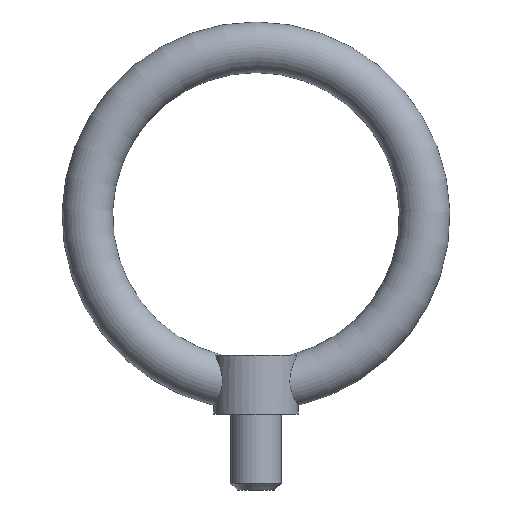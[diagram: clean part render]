
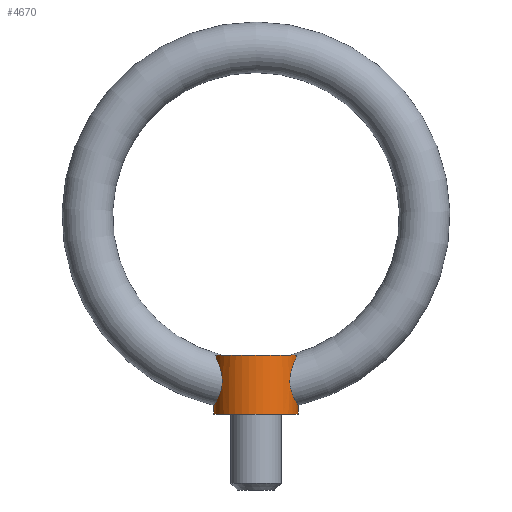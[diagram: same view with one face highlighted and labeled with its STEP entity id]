
A CAD part, front view. The second image highlights one B-rep face of the part: STEP entity #4670.
In plain terms, the highlighted cylindrical face has radius 5 mm (diameter 10 mm), a partial arc.
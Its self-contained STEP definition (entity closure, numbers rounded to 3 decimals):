
#1120=CARTESIAN_POINT('',(0.,0.,
0.));
#1130=DIRECTION('',(0.,0.,1.));
#1140=DIRECTION('',(-1.,0.,0.));
#1150=AXIS2_PLACEMENT_3D('',#1120,#1130,#1140);
#1160=CIRCLE('',#1150,5.);
#1170=CARTESIAN_POINT('',(-5.,0.,0.
));
#1180=VERTEX_POINT('',#1170);
#1190=CARTESIAN_POINT('',(5.,0.,0.
));
#1200=VERTEX_POINT('',#1190);
#1210=EDGE_CURVE('',#1180,#1200,#1160,.T.);
#1380=CARTESIAN_POINT('',(0.,0.,7.));
#1390=DIRECTION('',(0.,0.,1.));
#1400=DIRECTION('',(-1.,0.,0.));
#1410=AXIS2_PLACEMENT_3D('',#1380,#1390,#1400);
#1420=CIRCLE('',#1410,5.);
#1490=CARTESIAN_POINT('',(0.,0.,7.));
#1500=DIRECTION('',(0.,0.,1.));
#1510=DIRECTION('',(-1.,0.,0.));
#1520=AXIS2_PLACEMENT_3D('',#1490,#1500,#1510);
#1530=CYLINDRICAL_SURFACE('',#1520,5.);
#1540=CARTESIAN_POINT('',(0.,0.,
23.5));
#1550=DIRECTION('',(0.,-1.,0.));
#1560=DIRECTION('',(0.,0.,-1.));
#1570=AXIS2_PLACEMENT_3D('',#1540,#1550,#1560);
#1580=TOROIDAL_SURFACE('',#1570,20.,3.);
#1980=CARTESIAN_POINT('',(-5.,0.,1.05));
#1990=VERTEX_POINT('',#1980);
#2020=CARTESIAN_POINT('',(-5.,0.,7.));
#2030=DIRECTION('',(0.,0.,1.));
#2040=VECTOR('',#2030,1.);
#2050=LINE('',#2020,#2040);
#2060=EDGE_CURVE('',#1180,#1990,#2050,.T.);
#2090=CARTESIAN_POINT('',(5.,0.,7.));
#2100=DIRECTION('',(0.,0.,1.));
#2110=VECTOR('',#2100,1.);
#2120=LINE('',#2090,#2110);
#2130=CARTESIAN_POINT('',(5.,0.,1.05));
#2140=VERTEX_POINT('',#2130);
#2150=EDGE_CURVE('',#1200,#2140,#2120,.T.);
#3310=CARTESIAN_POINT('',(-4.879,-1.093,7.));
#3320=VERTEX_POINT('',#3310);
#3330=CARTESIAN_POINT('',(4.879,-1.093,
7.));
#3340=VERTEX_POINT('',#3330);
#3350=EDGE_CURVE('',#3320,#3340,#1420,.T.);
#3770=CARTESIAN_POINT('',(0.,0.,7.));
#3780=DIRECTION('',(0.,0.,1.));
#3790=DIRECTION('',(-1.,0.,0.));
#3800=AXIS2_PLACEMENT_3D('',#3770,#3780,#3790);
#3810=CYLINDRICAL_SURFACE('',#3800,5.);
#3820=CARTESIAN_POINT('',(-5.,0.,
1.05));
#3830=CARTESIAN_POINT('',(-5.,-0.223,
1.05));
#3840=CARTESIAN_POINT('',(-4.985,-0.446,
1.072));
#3850=CARTESIAN_POINT('',(-4.956,-0.663,
1.116));
#3860=CARTESIAN_POINT('',(-4.927,-0.88,
1.16));
#3870=CARTESIAN_POINT('',(-4.884,-1.091,
1.226));
#3880=CARTESIAN_POINT('',(-4.83,-1.291,
1.312));
#3890=CARTESIAN_POINT('',(-4.777,-1.491,
1.397));
#3900=CARTESIAN_POINT('',(-4.714,-1.678,
1.503));
#3910=CARTESIAN_POINT('',(-4.644,-1.853,
1.628));
#3920=CARTESIAN_POINT('',(-4.575,-2.027,
1.753));
#3930=CARTESIAN_POINT('',(-4.5,-2.186,
1.897));
#3940=CARTESIAN_POINT('',(-4.427,-2.325,
2.056));
#3950=CARTESIAN_POINT('',(-4.337,-2.495,
2.251));
#3960=CARTESIAN_POINT('',(-4.248,-2.64,
2.474));
#3970=CARTESIAN_POINT('',(-4.176,-2.75,
2.717));
#3980=CARTESIAN_POINT('',(-4.103,-2.86,
2.959));
#3990=CARTESIAN_POINT('',(-4.048,-2.935,
3.22));
#4000=CARTESIAN_POINT('',(-4.02,-2.973,
3.495));
#4010=CARTESIAN_POINT('',(-3.993,-3.01,
3.769));
#4020=CARTESIAN_POINT('',(-3.994,-3.008,
4.045));
#4030=CARTESIAN_POINT('',(-4.02,-2.973,
4.318));
#4040=CARTESIAN_POINT('',(-4.046,-2.938,
4.592));
#4050=CARTESIAN_POINT('',(-4.097,-2.869,
4.857));
#4060=CARTESIAN_POINT('',(-4.16,-2.774,
5.106));
#4070=CARTESIAN_POINT('',(-4.211,-2.697,
5.31));
#4080=CARTESIAN_POINT('',(-4.272,-2.602,
5.506));
#4090=CARTESIAN_POINT('',(-4.335,-2.491,
5.691));
#4100=CARTESIAN_POINT('',(-4.399,-2.381,
5.877));
#4110=CARTESIAN_POINT('',(-4.465,-2.256,
6.049));
#4120=CARTESIAN_POINT('',(-4.531,-2.115,
6.211));
#4130=CARTESIAN_POINT('',(-4.596,-1.974,
6.374));
#4140=CARTESIAN_POINT('',(-4.662,-1.817,
6.524));
#4150=CARTESIAN_POINT('',(-4.721,-1.647,
6.657));
#4160=CARTESIAN_POINT('',(-4.781,-1.476,
6.79));
#4170=CARTESIAN_POINT('',(-4.834,-1.292,
6.906));
#4180=CARTESIAN_POINT('',(-4.879,-1.093,7.));
#4190=B_SPLINE_CURVE_WITH_KNOTS('',3,(#3820,#3830,#3840,#3850,#3860,
#3870,#3880,#3890,#3900,#3910,#3920,#3930,#3940,#3950,#3960,#3970,#3980,
#3990,#4000,#4010,#4020,#4030,#4040,#4050,#4060,#4070,#4080,#4090,#4100,
#4110,#4120,#4130,#4140,#4150,#4160,#4170,#4180),.UNSPECIFIED.,.F.,.F.,(
4,3,3,3,3,3,3,3,3,3,3,3,4),(0.,0.67,1.341,
2.013,2.687,3.515,4.343,
5.17,5.997,6.671,7.343,
8.018,8.689),.UNSPECIFIED.);
#4200=SURFACE_CURVE('',#4190,(#1530,#1580),.CURVE_3D.);
#4210=EDGE_CURVE('',#1990,#3320,#4200,.T.);
#4220=ORIENTED_EDGE('',*,*,#4210,.F.);
#4230=ORIENTED_EDGE('',*,*,#3350,.F.);
#4240=CARTESIAN_POINT('',(4.879,-1.093,
7.));
#4250=CARTESIAN_POINT('',(4.79,-1.489,
6.812));
#4260=CARTESIAN_POINT('',(4.662,-1.832,
6.536));
#4270=CARTESIAN_POINT('',(4.532,-2.113,
6.214));
#4280=CARTESIAN_POINT('',(4.466,-2.253,
6.053));
#4290=CARTESIAN_POINT('',(4.4,-2.379,
5.88));
#4300=CARTESIAN_POINT('',(4.336,-2.49,
5.694));
#4310=CARTESIAN_POINT('',(4.273,-2.6,
5.509));
#4320=CARTESIAN_POINT('',(4.212,-2.696,
5.313));
#4330=CARTESIAN_POINT('',(4.16,-2.773,
5.109));
#4340=CARTESIAN_POINT('',(4.097,-2.868,
4.859));
#4350=CARTESIAN_POINT('',(4.047,-2.937,
4.595));
#4360=CARTESIAN_POINT('',(4.02,-2.973,
4.321));
#4370=CARTESIAN_POINT('',(3.994,-3.008,
4.048));
#4380=CARTESIAN_POINT('',(3.993,-3.01,
3.772));
#4390=CARTESIAN_POINT('',(4.02,-2.973,
3.498));
#4400=CARTESIAN_POINT('',(4.048,-2.936,
3.223));
#4410=CARTESIAN_POINT('',(4.103,-2.861,
2.962));
#4420=CARTESIAN_POINT('',(4.175,-2.751,
2.719));
#4430=CARTESIAN_POINT('',(4.247,-2.641,
2.476));
#4440=CARTESIAN_POINT('',(4.336,-2.497,
2.253));
#4450=CARTESIAN_POINT('',(4.426,-2.326,
2.058));
#4460=CARTESIAN_POINT('',(4.499,-2.187,
1.898));
#4470=CARTESIAN_POINT('',(4.574,-2.028,
1.754));
#4480=CARTESIAN_POINT('',(4.643,-1.854,
1.629));
#4490=CARTESIAN_POINT('',(4.713,-1.68,
1.504));
#4500=CARTESIAN_POINT('',(4.777,-1.492,
1.398));
#4510=CARTESIAN_POINT('',(4.83,-1.292,
1.312));
#4520=CARTESIAN_POINT('',(4.884,-1.092,
1.226));
#4530=CARTESIAN_POINT('',(4.927,-0.881,
1.16));
#4540=CARTESIAN_POINT('',(4.956,-0.664,
1.116));
#4550=CARTESIAN_POINT('',(4.985,-0.447,
1.072));
#4560=CARTESIAN_POINT('',(5.,-0.224,
1.05));
#4570=CARTESIAN_POINT('',(5.,0.,
1.05));
#4580=B_SPLINE_CURVE_WITH_KNOTS('',3,(#4240,#4250,#4260,#4270,#4280,
#4290,#4300,#4310,#4320,#4330,#4340,#4350,#4360,#4370,#4380,#4390,#4400,
#4410,#4420,#4430,#4440,#4450,#4460,#4470,#4480,#4490,#4500,#4510,#4520,
#4530,#4540,#4550,#4560,#4570),.UNSPECIFIED.,.F.,.F.,(4,3,3,3,3,3,3,3,3,
3,3,4),(0.,1.343,2.015,2.689,
3.516,4.344,5.171,5.999,
6.675,7.348,8.019,8.689),
.UNSPECIFIED.);
#4590=SURFACE_CURVE('',#4580,(#1530,#1580),.CURVE_3D.);
#4600=EDGE_CURVE('',#3340,#2140,#4590,.T.);
#4610=ORIENTED_EDGE('',*,*,#4600,.F.);
#4620=ORIENTED_EDGE('',*,*,#2150,.T.);
#4630=ORIENTED_EDGE('',*,*,#1210,.T.);
#4640=ORIENTED_EDGE('',*,*,#2060,.F.);
#4650=EDGE_LOOP('',(#4640,#4630,#4620,#4610,#4230,#4220));
#4660=FACE_OUTER_BOUND('',#4650,.T.);
#4670=ADVANCED_FACE('',(#4660),#3810,.T.);
